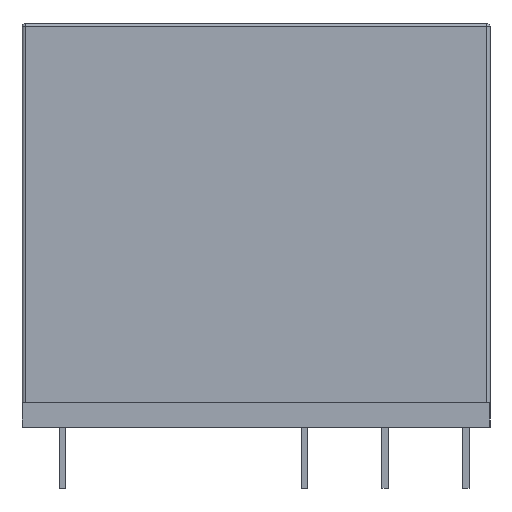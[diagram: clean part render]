
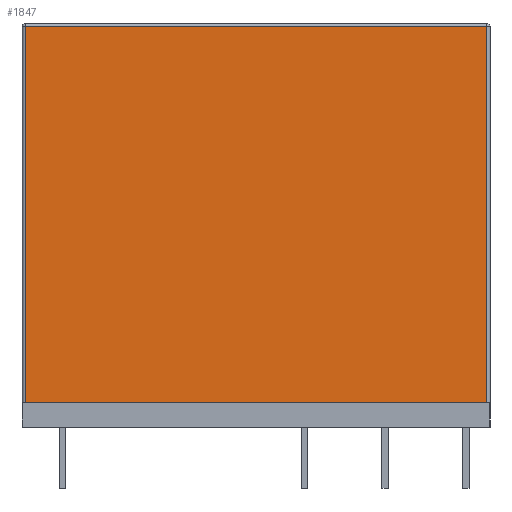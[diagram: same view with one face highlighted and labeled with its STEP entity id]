
A CAD part, front view. The second image highlights one B-rep face of the part: STEP entity #1847.
In plain terms, the highlighted free-form (B-spline) face has degree [1, 1] with [2, 2] control points.
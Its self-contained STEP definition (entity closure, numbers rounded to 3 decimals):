
#1419=CARTESIAN_POINT('',(14.3,-6.2,24.8));
#1420=VERTEX_POINT('',#1419);
#1478=CARTESIAN_POINT('',(-14.3,-6.2,24.8));
#1479=VERTEX_POINT('',#1478);
#1536=CARTESIAN_POINT('',(-14.3,-6.2,24.8));
#1537=DIRECTION('',(1.0,0.0,0.0));
#1538=VECTOR('',#1537,28.6);
#1539=LINE('',#1536,#1538);
#1540=EDGE_CURVE('',#1479,#1420,#1539,.T.);
#1559=CARTESIAN_POINT('',(-14.3,-6.2,1.5));
#1560=VERTEX_POINT('',#1559);
#1568=CARTESIAN_POINT('',(-14.3,-6.2,1.5));
#1569=DIRECTION('',(0.0,0.0,1.0));
#1570=VECTOR('',#1569,23.3);
#1571=LINE('',#1568,#1570);
#1572=EDGE_CURVE('',#1560,#1479,#1571,.T.);
#1666=CARTESIAN_POINT('',(14.3,-6.2,1.5));
#1667=VERTEX_POINT('',#1666);
#1684=CARTESIAN_POINT('',(14.3,-6.2,24.8));
#1685=DIRECTION('',(0.0,0.0,-1.0));
#1686=VECTOR('',#1685,23.3);
#1687=LINE('',#1684,#1686);
#1688=EDGE_CURVE('',#1420,#1667,#1687,.T.);
#1827=CARTESIAN_POINT('',(-14.3,-6.2,1.5));
#1828=DIRECTION('',(1.0,0.0,0.0));
#1829=VECTOR('',#1828,28.6);
#1830=LINE('',#1827,#1829);
#1831=EDGE_CURVE('',#1560,#1667,#1830,.T.);
#1836=CARTESIAN_POINT('',(14.3,-6.2,24.8));
#1837=CARTESIAN_POINT('',(14.3,-6.2,1.5));
#1838=CARTESIAN_POINT('',(-14.3,-6.2,24.8));
#1839=CARTESIAN_POINT('',(-14.3,-6.2,1.5));
#1840=B_SPLINE_SURFACE_WITH_KNOTS('',1,1,((#1836,#1838),(#1837,#1839)),.UNSPECIFIED.,.F.,.F.,.U.,(2,2),(2,2),(0.0,23.3),(0.0,28.6),.UNSPECIFIED.);
#1841=ORIENTED_EDGE('',*,*,#1572,.F.);
#1842=ORIENTED_EDGE('',*,*,#1831,.T.);
#1843=ORIENTED_EDGE('',*,*,#1688,.F.);
#1844=ORIENTED_EDGE('',*,*,#1540,.F.);
#1845=EDGE_LOOP('',(#1841,#1842,#1843,#1844));
#1846=FACE_OUTER_BOUND('',#1845,.T.);
#1847=ADVANCED_FACE('',(#1846),#1840,.F.);
